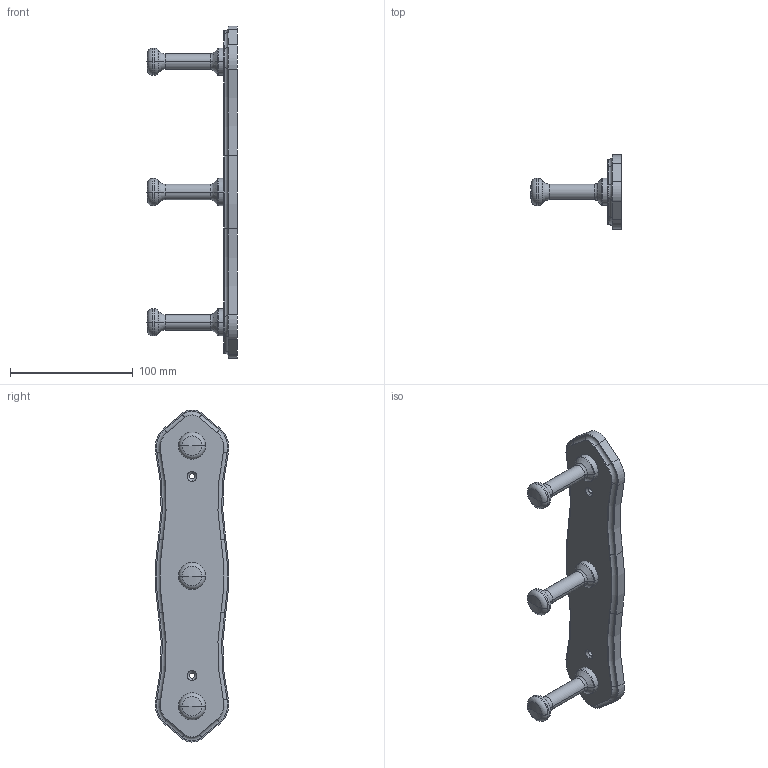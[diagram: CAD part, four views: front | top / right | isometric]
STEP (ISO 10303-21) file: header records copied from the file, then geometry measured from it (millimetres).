
FILE_DESCRIPTION(('Creo Elements/Direct Modeling STEP Export'),'2;1');
FILE_NAME('S126-270.stp','2020-02-28T12:11:36',(''),(''),'Creo Elements/Direct Modeling STEP processor for AP214 (Solid Model)','Creo Elements/Direct Modeling 20.0 12-Nov-2016 (C) Parametric Technology GmbH','');
FILE_SCHEMA(('AUTOMOTIVE_DESIGN { 1 0 10303 214 1 1 1 1 }'));
Length unit declared in the file: millimetre
Products named in the file (3): Haken; Hakenleiste; S126-270
Assembly tree (4 placements, depth 2):
  S126-270
    Haken  x3
    Hakenleiste
Bounding box: 74 x 59.91 x 270 mm (x, y, z)
Volume: 180137.6 mm3; surface area: 47286.1 mm2
Topology: 4 solids, 4 shells, 140 faces, 310 edges, 179 vertices
Faces by surface type: cylinder 62, torus 42, plane 20, cone 10, sphere 6
Entity records: 2610 total; most frequent: DIRECTION 492, ORIENTED_EDGE 424, CARTESIAN_POINT 413, EDGE_CURVE 212, AXIS2_PLACEMENT_3D 208, VERTEX_POINT 129, CIRCLE 111, EDGE_LOOP 101
